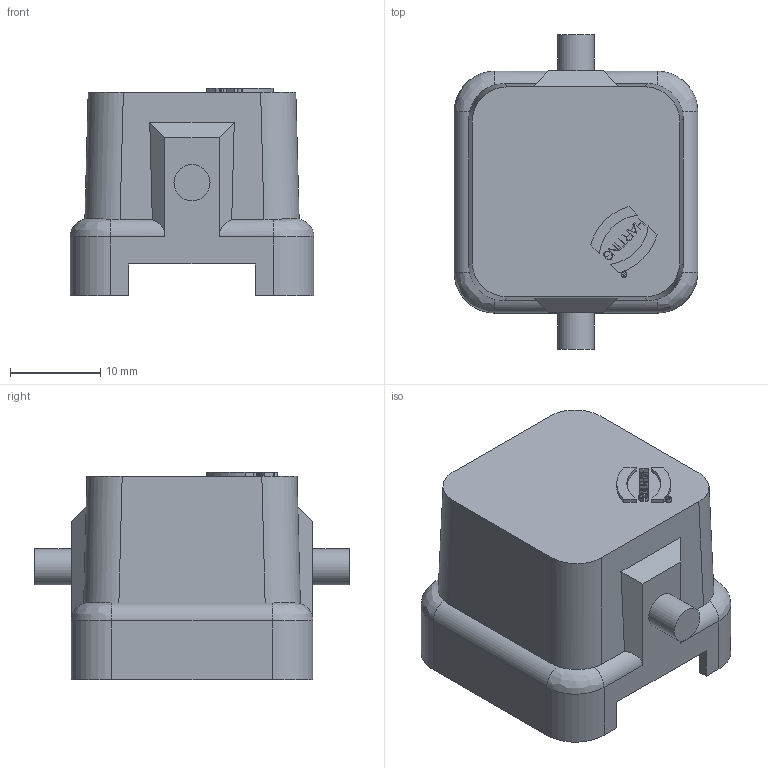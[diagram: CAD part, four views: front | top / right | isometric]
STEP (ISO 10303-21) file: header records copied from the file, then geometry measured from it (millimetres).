
FILE_DESCRIPTION(/* description */ (''),/* implementation_level */ '2;1');
FILE_NAME(/* name */ '100104655ugm000_d.stp',/* time_stamp */ '2019-09-06T10:23:30+02:00',/* author */ (''),/* organization */ (''),/* preprocessor_version */ 'ST-DEVELOPER v16.7',/* originating_system */ 'SIEMENS PLM Software NX 12.0',/* authorisation */ '');
FILE_SCHEMA (('AUTOMOTIVE_DESIGN { 1 0 10303 214 3 1 1 1 }'));
Length unit declared in the file: millimetre
Products named in the file (1): 100104655ugm000_d
Bounding box: 27 x 34.8 x 22.95 mm (x, y, z)
Volume: 3369.4 mm3; surface area: 5095.9 mm2
Topology: 1 solids, 1 shells, 179 faces, 463 edges, 305 vertices
Faces by surface type: plane 133, cylinder 38, bspline 4, cone 4
Full cylindrical faces by diameter (mm): 0.57 x1, 0.63 x1, 4 x2
Entity records: 6775 total; most frequent: CARTESIAN_POINT 1126, ORIENTED_EDGE 914, DIRECTION 855, EDGE_CURVE 457, LINE 359, VECTOR 359, VERTEX_POINT 302, AXIS2_PLACEMENT_3D 248
